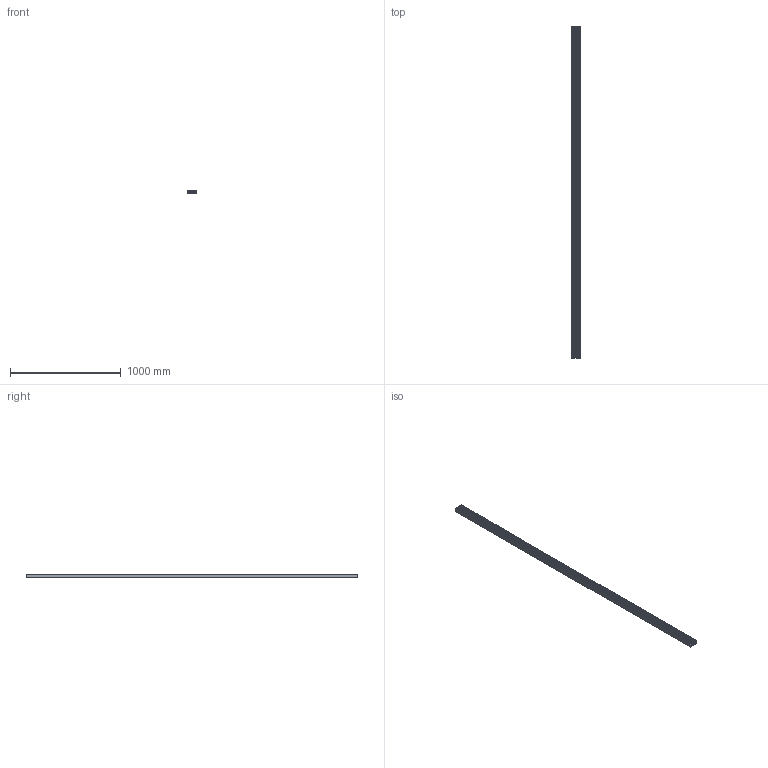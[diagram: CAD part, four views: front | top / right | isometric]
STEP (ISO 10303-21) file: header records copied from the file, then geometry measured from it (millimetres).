
FILE_DESCRIPTION( ('This file contains a STEP AP42 implementation' ,'as created by ZW3D STEP Interface translator.') ,'2;1' );
FILE_NAME( 'A5723.stp' ,'24 2 6.142138', (''), ('ZWCAD Software Co.'), 'Version 1.0', 'ZW3D to STEP translator', '' );
FILE_SCHEMA( ('CONFIG_CONTROL_DESIGN') );
Length unit declared in the file: millimetre
Products named in the file (1): 0
Bounding box: 78 x 3000 x 36 mm (x, y, z)
Volume: 2813755.1 mm3; surface area: 1729667 mm2
Topology: 1 solids, 1 shells, 46 faces, 132 edges, 88 vertices
Faces by surface type: bspline 46
Entity records: 1485 total; most frequent: CARTESIAN_POINT 677, ORIENTED_EDGE 264, EDGE_CURVE 132, B_SPLINE_CURVE_WITH_KNOTS 90, VERTEX_POINT 88, EDGE_LOOP 46, FACE_OUTER_BOUND 46, ADVANCED_FACE 46
